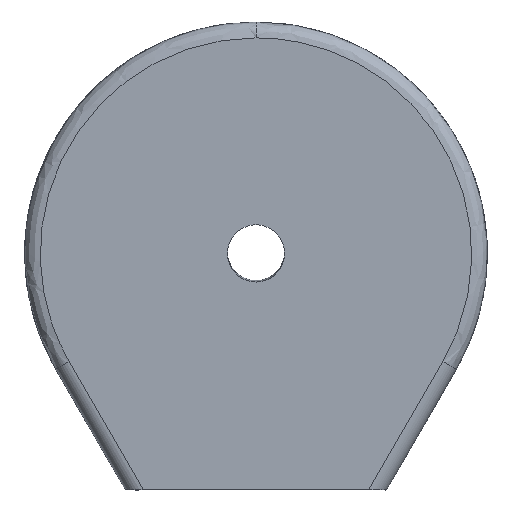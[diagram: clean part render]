
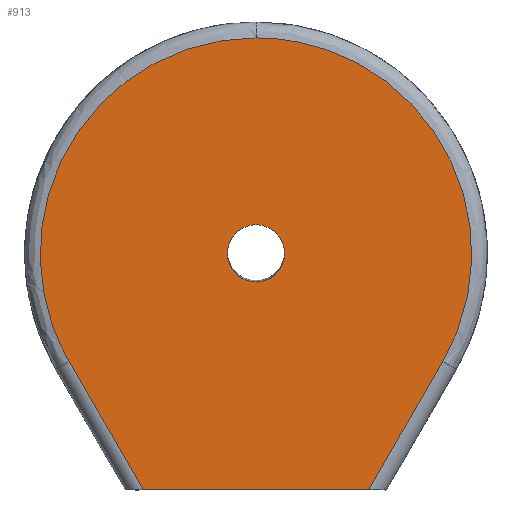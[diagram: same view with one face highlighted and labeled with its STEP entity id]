
A CAD part, left-side view. The second image highlights one B-rep face of the part: STEP entity #913.
In plain terms, the highlighted planar face has unit normal (-1, 0, -0.018).
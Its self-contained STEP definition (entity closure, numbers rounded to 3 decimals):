
#98 = LINE ( 'NONE', #104, #379 ) ;
#100 = ORIENTED_EDGE ( 'NONE', *, *, #730, .F. ) ;
#104 = CARTESIAN_POINT ( 'NONE',  ( -16.668, 25.086, -45.45 ) ) ;
#107 = EDGE_CURVE ( 'NONE', #888, #823, #539, .T. ) ;
#153 = VECTOR ( 'NONE', #1040, 1000. ) ;
#175 = FACE_BOUND ( 'NONE', #260, .T. ) ;
#195 = DIRECTION ( 'NONE',  ( -0.017, 0., 1. ) ) ;
#200 = DIRECTION ( 'NONE',  ( -0.015, -0.5, 0.866 ) ) ;
#210 = CARTESIAN_POINT ( 'NONE',  ( -17.099, -35.897, -20.777 ) ) ;
#211 = CARTESIAN_POINT ( 'NONE',  ( -17.461, 0., 0. ) ) ;
#251 = PLANE ( 'NONE',  #929 ) ;
#254 = FACE_OUTER_BOUND ( 'NONE', #292, .T. ) ;
#259 = AXIS2_PLACEMENT_3D ( 'NONE', #1193, #1094, #615 ) ;
#260 = EDGE_LOOP ( 'NONE', ( #314, #100 ) ) ;
#266 = CARTESIAN_POINT ( 'NONE',  ( -18.184, 35.897, 41.398 ) ) ;
#292 = EDGE_LOOP ( 'NONE', ( #796, #790, #679, #329, #1218 ) ) ;
#314 = ORIENTED_EDGE ( 'NONE', *, *, #107, .F. ) ;
#329 = ORIENTED_EDGE ( 'NONE', *, *, #641, .F. ) ;
#334 = CARTESIAN_POINT ( 'NONE',  ( -16.668, 21.652, -45.45 ) ) ;
#339 = AXIS2_PLACEMENT_3D ( 'NONE', #211, #382, #195 ) ;
#352 = DIRECTION ( 'NONE',  ( -1., 0., -0.017 ) ) ;
#378 = VERTEX_POINT ( 'NONE', #334 ) ;
#379 = VECTOR ( 'NONE', #682, 1000. ) ;
#382 = DIRECTION ( 'NONE',  ( -1., 0., -0.017 ) ) ;
#386 = VERTEX_POINT ( 'NONE', #713 ) ;
#403 = EDGE_CURVE ( 'NONE', #618, #510, #1135, .T. ) ;
#404 = CARTESIAN_POINT ( 'NONE',  ( -18.184, 0., 41.398 ) ) ;
#497 = EDGE_CURVE ( 'NONE', #510, #378, #1125, .T. ) ;
#510 = VERTEX_POINT ( 'NONE', #947 ) ;
#539 = CIRCLE ( 'NONE', #339, 5.5 ) ;
#546 =( BOUNDED_CURVE ( )  B_SPLINE_CURVE ( 3, ( #210, #597, #704, #404 ),
 .UNSPECIFIED., .F., .F. ) 
 B_SPLINE_CURVE_WITH_KNOTS ( ( 4, 4 ),
 ( 4.189, 6.283 ),
 .UNSPECIFIED. ) 
 CURVE ( )  GEOMETRIC_REPRESENTATION_ITEM ( )  RATIONAL_B_SPLINE_CURVE ( ( 1., 0.667, 0.667, 1. ) ) 
 REPRESENTATION_ITEM ( '' )  );
#597 = CARTESIAN_POINT ( 'NONE',  ( -17.641, -53.845, 10.31 ) ) ;
#615 = DIRECTION ( 'NONE',  ( -0.017, 0., 1. ) ) ;
#618 = VERTEX_POINT ( 'NONE', #877 ) ;
#641 = EDGE_CURVE ( 'NONE', #1099, #378, #98, .T. ) ;
#658 = CARTESIAN_POINT ( 'NONE',  ( -17.641, 53.845, 10.31 ) ) ;
#668 = CARTESIAN_POINT ( 'NONE',  ( -16.694, 22.51, -43.963 ) ) ;
#676 = EDGE_CURVE ( 'NONE', #386, #618, #546, .T. ) ;
#679 = ORIENTED_EDGE ( 'NONE', *, *, #497, .T. ) ;
#682 = DIRECTION ( 'NONE',  ( 0., 1., 0. ) ) ;
#689 = CARTESIAN_POINT ( 'NONE',  ( -16.668, -21.652, -45.45 ) ) ;
#704 = CARTESIAN_POINT ( 'NONE',  ( -18.184, -35.897, 41.398 ) ) ;
#713 = CARTESIAN_POINT ( 'NONE',  ( -17.099, -35.897, -20.777 ) ) ;
#730 = EDGE_CURVE ( 'NONE', #823, #888, #743, .T. ) ;
#743 = CIRCLE ( 'NONE', #259, 5.5 ) ;
#752 = LINE ( 'NONE', #1147, #1074 ) ;
#790 = ORIENTED_EDGE ( 'NONE', *, *, #403, .T. ) ;
#796 = ORIENTED_EDGE ( 'NONE', *, *, #676, .T. ) ;
#823 = VERTEX_POINT ( 'NONE', #1010 ) ;
#877 = CARTESIAN_POINT ( 'NONE',  ( -18.184, 0., 41.398 ) ) ;
#888 = VERTEX_POINT ( 'NONE', #1192 ) ;
#913 = ADVANCED_FACE ( 'NONE', ( #175, #254 ), #251, .T. ) ;
#929 = AXIS2_PLACEMENT_3D ( 'NONE', #1118, #352, #940 ) ;
#937 = CARTESIAN_POINT ( 'NONE',  ( -17.099, 35.897, -20.777 ) ) ;
#940 = DIRECTION ( 'NONE',  ( -0.017, 0., 1. ) ) ;
#947 = CARTESIAN_POINT ( 'NONE',  ( -17.099, 35.897, -20.777 ) ) ;
#1010 = CARTESIAN_POINT ( 'NONE',  ( -17.365, 0., -5.499 ) ) ;
#1040 = DIRECTION ( 'NONE',  ( 0.015, -0.5, -0.866 ) ) ;
#1074 = VECTOR ( 'NONE', #200, 1000. ) ;
#1094 = DIRECTION ( 'NONE',  ( -1., 0., -0.017 ) ) ;
#1099 = VERTEX_POINT ( 'NONE', #689 ) ;
#1118 = CARTESIAN_POINT ( 'NONE',  ( -16.668, 25.086, -45.45 ) ) ;
#1125 = LINE ( 'NONE', #668, #153 ) ;
#1135 =( BOUNDED_CURVE ( )  B_SPLINE_CURVE ( 3, ( #1137, #266, #658, #937 ),
 .UNSPECIFIED., .F., .F. ) 
 B_SPLINE_CURVE_WITH_KNOTS ( ( 4, 4 ),
 ( 0., 2.094 ),
 .UNSPECIFIED. ) 
 CURVE ( )  GEOMETRIC_REPRESENTATION_ITEM ( )  RATIONAL_B_SPLINE_CURVE ( ( 1., 0.667, 0.667, 1. ) ) 
 REPRESENTATION_ITEM ( '' )  );
#1137 = CARTESIAN_POINT ( 'NONE',  ( -18.184, 0., 41.398 ) ) ;
#1146 = EDGE_CURVE ( 'NONE', #1099, #386, #752, .T. ) ;
#1147 = CARTESIAN_POINT ( 'NONE',  ( -16.315, -9.97, -65.683 ) ) ;
#1192 = CARTESIAN_POINT ( 'NONE',  ( -17.557, 0., 5.499 ) ) ;
#1193 = CARTESIAN_POINT ( 'NONE',  ( -17.461, 0., 0. ) ) ;
#1218 = ORIENTED_EDGE ( 'NONE', *, *, #1146, .T. ) ;
